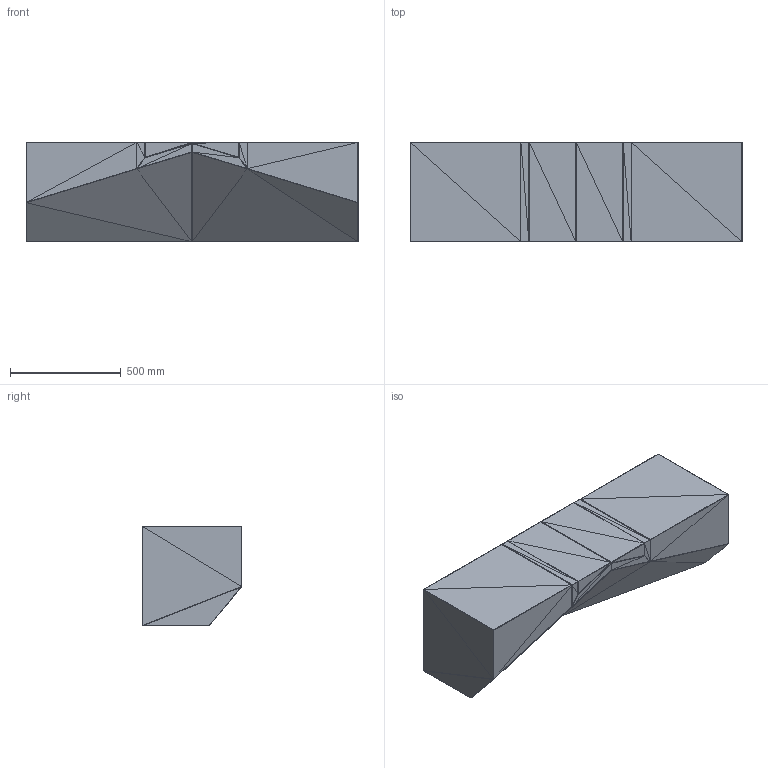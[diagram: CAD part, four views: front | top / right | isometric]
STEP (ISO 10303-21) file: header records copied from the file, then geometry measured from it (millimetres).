
FILE_DESCRIPTION(/* description */ (''),/* implementation_level */ '2;1');
FILE_NAME(/* name */ 'CLV02-A_UAP_CLEAVE_StoneB_3D',/* time_stamp */ '2018-01-23T13:56:23-05:00',/* author */ (''),/* organization */ (''),/* preprocessor_version */ 'ST-DEVELOPER v15',/* originating_system */ '',/* authorisation */ '');
FILE_SCHEMA (('AUTOMOTIVE_DESIGN'));
Length unit declared in the file: millimetre
Products named in the file (1): Document
Bounding box: 1500.82 x 450.25 x 450.01 mm (x, y, z)
Volume: 251846743.6 mm3; surface area: 2861836.2 mm2
Topology: 1 solids, 1 shells, 808 faces, 1212 edges, 406 vertices
Faces by surface type: bspline 729, plane 79
Entity records: 14505 total; most frequent: CARTESIAN_POINT 5827, ORIENTED_EDGE 2424, EDGE_CURVE 1212, B_SPLINE_CURVE_WITH_KNOTS 1212, ADVANCED_FACE 808, FACE_OUTER_BOUND 808, EDGE_LOOP 808, B_SPLINE_SURFACE_WITH_KNOTS 729
